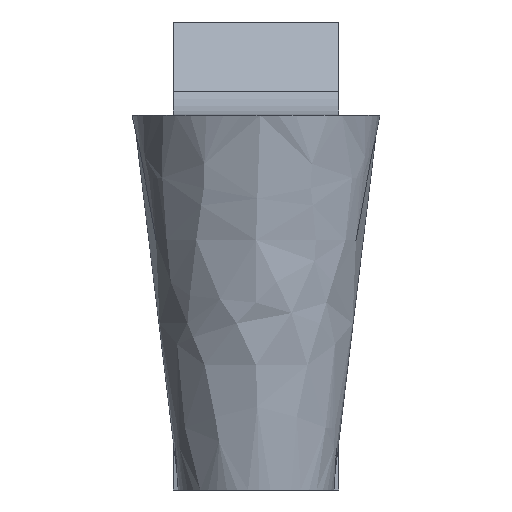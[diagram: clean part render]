
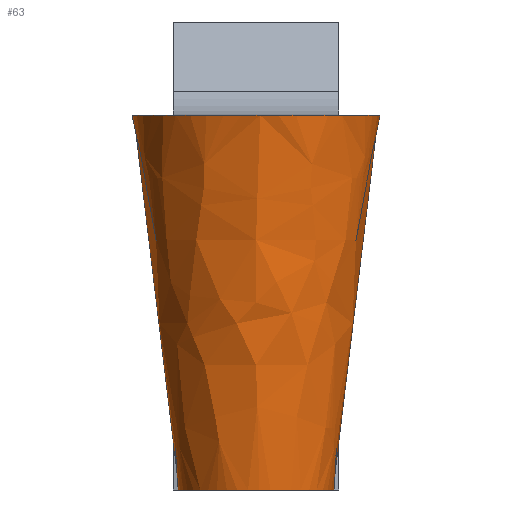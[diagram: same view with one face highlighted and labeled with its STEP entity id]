
A CAD part, front view. The second image highlights one B-rep face of the part: STEP entity #63.
In plain terms, the highlighted free-form (B-spline) face has degree [4, 3] with [11, 4] control points.
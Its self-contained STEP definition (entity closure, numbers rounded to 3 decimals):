
#36=(
BOUNDED_SURFACE()
B_SPLINE_SURFACE(4,3,((#812,#813,#814,#815),(#816,#817,#818,#819),(#820,
#821,#822,#823),(#824,#825,#826,#827),(#828,#829,#830,#831),(#832,#833,
#834,#835),(#836,#837,#838,#839),(#840,#841,#842,#843),(#844,#845,#846,
#847),(#848,#849,#850,#851),(#852,#853,#854,#855)),.UNSPECIFIED.,.F.,.F.,
 .F.)
B_SPLINE_SURFACE_WITH_KNOTS((5,3,3,5),(4,4),(0.,0.333,0.667,
1.),(0.,1.),.UNSPECIFIED.)
GEOMETRIC_REPRESENTATION_ITEM()
RATIONAL_B_SPLINE_SURFACE(((1.002,1.002,1.002,
1.002),(1.002,1.002,1.002,1.002),
(0.984,0.984,0.984,0.984),(1.002,
1.002,1.002,1.002),(1.002,1.002,
1.002,1.002),(0.984,0.984,0.984,
0.984),(1.002,1.002,1.002,1.002),
(1.002,1.002,1.002,1.002),(0.984,
0.984,0.984,0.984),(1.002,1.002,
1.002,1.002),(1.002,1.002,1.002,
1.002)))
REPRESENTATION_ITEM('')
SURFACE()
);
#38=(
BOUNDED_CURVE()
B_SPLINE_CURVE(3,(#772,#773,#774,#775),.UNSPECIFIED.,.F.,.F.)
B_SPLINE_CURVE_WITH_KNOTS((4,4),(0.,1.),.UNSPECIFIED.)
CURVE()
GEOMETRIC_REPRESENTATION_ITEM()
RATIONAL_B_SPLINE_CURVE((1.002,1.002,1.002,
1.002))
REPRESENTATION_ITEM('')
);
#63=ADVANCED_FACE('',(#100),#36,.F.);
#100=FACE_OUTER_BOUND('',#122,.T.);
#122=EDGE_LOOP('',(#240,#241,#242,#243));
#240=ORIENTED_EDGE('',*,*,#342,.F.);
#241=ORIENTED_EDGE('',*,*,#350,.T.);
#242=ORIENTED_EDGE('',*,*,#321,.F.);
#243=ORIENTED_EDGE('',*,*,#346,.F.);
#281=VERTEX_POINT('',#701);
#282=VERTEX_POINT('',#710);
#290=VERTEX_POINT('',#750);
#291=VERTEX_POINT('',#761);
#321=EDGE_CURVE('',#281,#282,#450,.T.);
#342=EDGE_CURVE('',#290,#291,#452,.T.);
#346=EDGE_CURVE('',#291,#281,#38,.T.);
#350=EDGE_CURVE('',#290,#282,#395,.T.);
#395=LINE('',#782,#438);
#438=VECTOR('',#599,1.);
#450=B_SPLINE_CURVE_WITH_KNOTS('',3,(#702,#703,#704,#705,#706,#707,#708,
#709),.UNSPECIFIED.,.F.,.F.,(4,2,2,4),(0.,0.25,0.5,1.),.UNSPECIFIED.);
#452=B_SPLINE_CURVE_WITH_KNOTS('',3,(#751,#752,#753,#754,#755,#756,#757,
#758,#759,#760),.UNSPECIFIED.,.F.,.F.,(4,2,2,2,4),(0.,0.25,0.5,0.75,1.),
 .UNSPECIFIED.);
#599=DIRECTION('',(0.12,-0.021,-0.993));
#701=CARTESIAN_POINT('',(0.93,1.364,-4.527));
#702=CARTESIAN_POINT('',(0.93,1.364,-4.527));
#703=CARTESIAN_POINT('',(0.976,1.101,-4.527));
#704=CARTESIAN_POINT('',(0.895,0.795,-4.527));
#705=CARTESIAN_POINT('',(0.544,0.382,-4.527));
#706=CARTESIAN_POINT('',(0.281,0.256,-4.527));
#707=CARTESIAN_POINT('',(-0.562,0.256,-4.527));
#708=CARTESIAN_POINT('',(-1.023,0.835,-4.527));
#709=CARTESIAN_POINT('',(-0.93,1.364,-4.527));
#710=CARTESIAN_POINT('',(-0.93,1.364,-4.527));
#750=CARTESIAN_POINT('',(-1.477,1.46,0.));
#751=CARTESIAN_POINT('',(-1.477,1.46,0.));
#752=CARTESIAN_POINT('',(-1.551,1.042,0.));
#753=CARTESIAN_POINT('',(-1.422,0.557,0.));
#754=CARTESIAN_POINT('',(-0.864,-0.1,0.));
#755=CARTESIAN_POINT('',(-0.448,-0.3,0.));
#756=CARTESIAN_POINT('',(0.448,-0.3,0.));
#757=CARTESIAN_POINT('',(0.855,-0.11,0.));
#758=CARTESIAN_POINT('',(1.431,0.568,0.));
#759=CARTESIAN_POINT('',(1.551,1.041,0.));
#760=CARTESIAN_POINT('',(1.477,1.46,0.));
#761=CARTESIAN_POINT('',(1.477,1.46,0.));
#772=CARTESIAN_POINT('',(1.477,1.46,0.));
#773=CARTESIAN_POINT('',(1.295,1.428,-1.509));
#774=CARTESIAN_POINT('',(1.112,1.396,-3.018));
#775=CARTESIAN_POINT('',(0.93,1.364,-4.527));
#782=CARTESIAN_POINT('',(-1.204,1.412,-2.263));
#812=CARTESIAN_POINT('',(-1.477,1.46,0.));
#813=CARTESIAN_POINT('',(-1.295,1.428,-1.509));
#814=CARTESIAN_POINT('',(-1.112,1.396,-3.018));
#815=CARTESIAN_POINT('',(-0.93,1.364,-4.527));
#816=CARTESIAN_POINT('',(-1.549,1.055,0.));
#817=CARTESIAN_POINT('',(-1.357,1.073,-1.509));
#818=CARTESIAN_POINT('',(-1.166,1.091,-3.018));
#819=CARTESIAN_POINT('',(-0.975,1.108,-4.527));
#820=CARTESIAN_POINT('',(-1.48,0.562,0.));
#821=CARTESIAN_POINT('',(-1.297,0.641,-1.509));
#822=CARTESIAN_POINT('',(-1.114,0.719,-3.018));
#823=CARTESIAN_POINT('',(-0.931,0.798,-4.527));
#824=CARTESIAN_POINT('',(-1.169,0.173,0.));
#825=CARTESIAN_POINT('',(-1.024,0.3,-1.509));
#826=CARTESIAN_POINT('',(-0.88,0.427,-3.018));
#827=CARTESIAN_POINT('',(-0.736,0.554,-4.527));
#828=CARTESIAN_POINT('',(-0.48,-0.28,0.));
#829=CARTESIAN_POINT('',(-0.421,-0.097,-1.509));
#830=CARTESIAN_POINT('',(-0.361,0.086,-3.018));
#831=CARTESIAN_POINT('',(-0.302,0.269,-4.527));
#832=CARTESIAN_POINT('',(0.,-0.411,0.));
#833=CARTESIAN_POINT('',(0.,-0.212,-1.509));
#834=CARTESIAN_POINT('',(0.,-0.013,-3.018));
#835=CARTESIAN_POINT('',(0.,0.186,-4.527));
#836=CARTESIAN_POINT('',(0.48,-0.28,0.));
#837=CARTESIAN_POINT('',(0.421,-0.097,-1.509));
#838=CARTESIAN_POINT('',(0.361,0.086,-3.018));
#839=CARTESIAN_POINT('',(0.302,0.269,-4.527));
#840=CARTESIAN_POINT('',(1.169,0.173,0.));
#841=CARTESIAN_POINT('',(1.024,0.3,-1.509));
#842=CARTESIAN_POINT('',(0.88,0.427,-3.018));
#843=CARTESIAN_POINT('',(0.736,0.554,-4.527));
#844=CARTESIAN_POINT('',(1.48,0.562,0.));
#845=CARTESIAN_POINT('',(1.297,0.641,-1.509));
#846=CARTESIAN_POINT('',(1.114,0.719,-3.018));
#847=CARTESIAN_POINT('',(0.931,0.798,-4.527));
#848=CARTESIAN_POINT('',(1.549,1.055,0.));
#849=CARTESIAN_POINT('',(1.357,1.073,-1.509));
#850=CARTESIAN_POINT('',(1.166,1.091,-3.018));
#851=CARTESIAN_POINT('',(0.975,1.108,-4.527));
#852=CARTESIAN_POINT('',(1.477,1.46,0.));
#853=CARTESIAN_POINT('',(1.295,1.428,-1.509));
#854=CARTESIAN_POINT('',(1.112,1.396,-3.018));
#855=CARTESIAN_POINT('',(0.93,1.364,-4.527));
